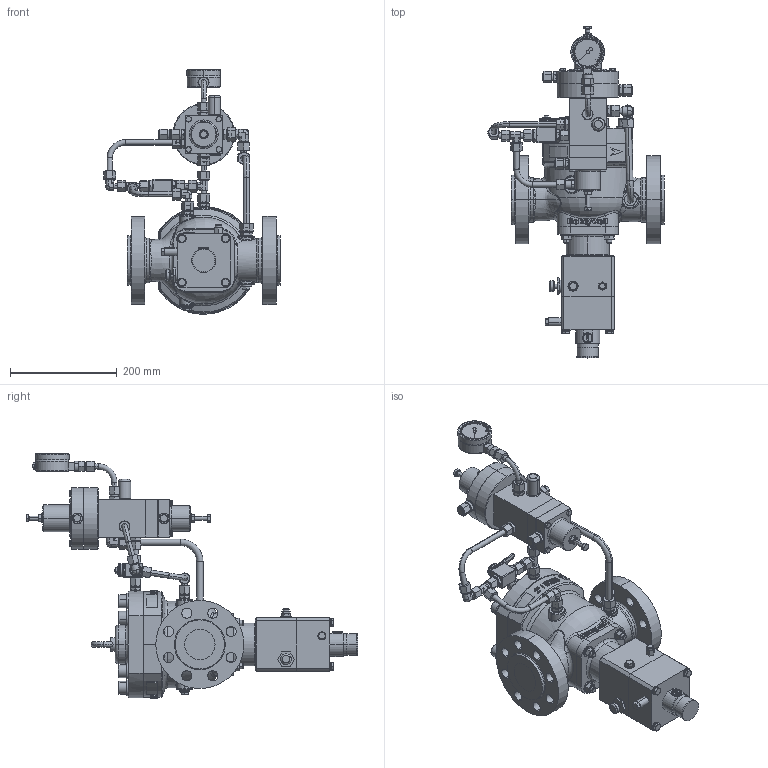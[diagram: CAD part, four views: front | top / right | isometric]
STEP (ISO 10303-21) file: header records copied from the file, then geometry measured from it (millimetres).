
FILE_DESCRIPTION (( 'STEP AP214' ), '1' );
FILE_NAME ('HON5020SSV_DN50_class600_HON625(HP).STEP', '2020-03-16T07:08:26', ( '' ), ( '' ), 'SwSTEP 2.0', 'SolidWorks 2017', '' );
FILE_SCHEMA (( 'AUTOMOTIVE_DESIGN' ));
Length unit declared in the file: millimetre
Products named in the file (1): HON5020SSV_DN50_class600_HON625(HP)
Bounding box: 329.93 x 621.29 x 457.55 mm (x, y, z)
Volume: 9379087.1 mm3; surface area: 618740.4 mm2
Topology: 8 solids, 8 shells, 3153 faces, 7611 edges, 4671 vertices
Faces by surface type: plane 1284, cone 655, cylinder 627, bspline 403, torus 158, sphere 26
Entity records: 177911 total; most frequent: CARTESIAN_POINT 93845, ORIENTED_EDGE 15142, DIRECTION 13231, EDGE_CURVE 7571, AXIS2_PLACEMENT_3D 5140, VERTEX_POINT 4669, EDGE_LOOP 3450, FACE_OUTER_BOUND 3153
